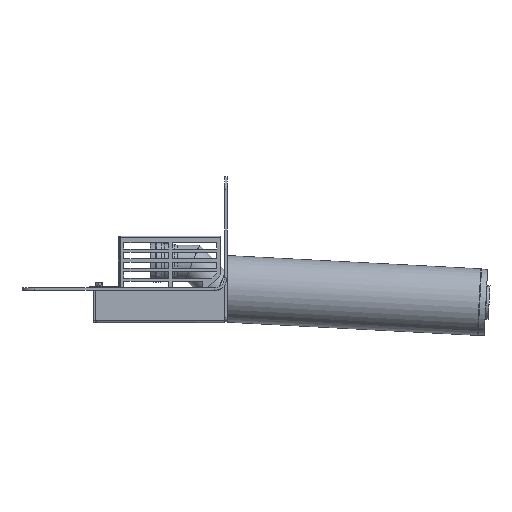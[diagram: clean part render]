
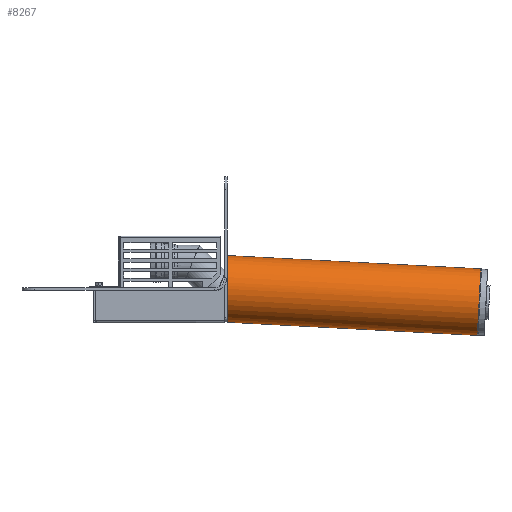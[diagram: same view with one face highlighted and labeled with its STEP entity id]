
A CAD part, front view. The second image highlights one B-rep face of the part: STEP entity #8267.
In plain terms, the highlighted cylindrical face has radius 515 mm (diameter 1030 mm), a full revolution.
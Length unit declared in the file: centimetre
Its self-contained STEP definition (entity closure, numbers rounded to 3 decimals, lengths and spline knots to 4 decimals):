
#152=ELLIPSE('',#8754,51.5707,51.5);
#291=CYLINDRICAL_SURFACE('',#8753,51.5);
#395=FACE_OUTER_BOUND('',#836,.T.);
#836=EDGE_LOOP('',(#5686,#5687,#5688,#5689,#5690));
#1414=LINE('',#12088,#2347);
#2347=VECTOR('',#9581,51.5);
#3245=CIRCLE('',#8750,51.5);
#3246=CIRCLE('',#8751,51.5);
#3507=VERTEX_POINT('',#12080);
#3508=VERTEX_POINT('',#12082);
#3509=VERTEX_POINT('',#12087);
#4346=EDGE_CURVE('',#3507,#3508,#3245,.T.);
#4347=EDGE_CURVE('',#3508,#3507,#3246,.T.);
#4349=EDGE_CURVE('',#3508,#3509,#1414,.T.);
#4350=EDGE_CURVE('',#3509,#3509,#152,.T.);
#5686=ORIENTED_EDGE('',*,*,#4346,.F.);
#5687=ORIENTED_EDGE('',*,*,#4347,.F.);
#5688=ORIENTED_EDGE('',*,*,#4349,.T.);
#5689=ORIENTED_EDGE('',*,*,#4350,.T.);
#5690=ORIENTED_EDGE('',*,*,#4349,.F.);
#8267=ADVANCED_FACE('',(#395),#291,.T.);
#8750=AXIS2_PLACEMENT_3D('',#12083,#9573,#9574);
#8751=AXIS2_PLACEMENT_3D('',#12084,#9575,#9576);
#8753=AXIS2_PLACEMENT_3D('',#12086,#9579,#9580);
#8754=AXIS2_PLACEMENT_3D('',#12089,#9582,#9583);
#9573=DIRECTION('center_axis',(0.999,0.,
-0.052));
#9574=DIRECTION('ref_axis',(-0.052,0.,-0.999));
#9575=DIRECTION('center_axis',(0.999,0.,
-0.052));
#9576=DIRECTION('ref_axis',(-0.052,0.,-0.999));
#9579=DIRECTION('center_axis',(0.999,0.,
-0.052));
#9580=DIRECTION('ref_axis',(0.,1.,0.));
#9581=DIRECTION('',(-0.999,0.,0.052));
#9582=DIRECTION('center_axis',(1.,0.,0.));
#9583=DIRECTION('ref_axis',(0.,0.,1.));
#12080=CARTESIAN_POINT('',(719.817,0.,-69.3953));
#12082=CARTESIAN_POINT('',(722.5123,-51.5,-17.9659));
#12083=CARTESIAN_POINT('Origin',(722.5123,0.,-17.9659));
#12084=CARTESIAN_POINT('Origin',(722.5123,0.,-17.9659));
#12086=CARTESIAN_POINT('Origin',(698.2976,0.,-16.6968));
#12087=CARTESIAN_POINT('',(333.,-51.5,2.4476));
#12088=CARTESIAN_POINT('',(698.2976,-51.5,-16.6968));
#12089=CARTESIAN_POINT('Origin',(333.,0.,2.4476));
